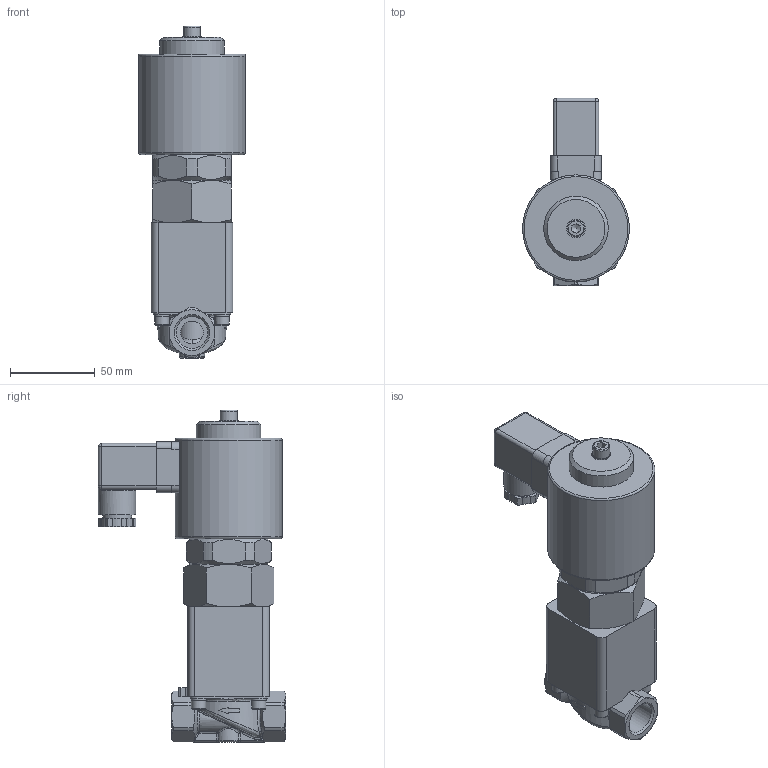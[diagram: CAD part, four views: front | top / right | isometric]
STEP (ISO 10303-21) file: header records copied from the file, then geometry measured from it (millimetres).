
FILE_DESCRIPTION(/* description */ ('3D-STP'),/* implementation_level */ '2;1');
FILE_NAME(/* name */ '049.003011_2-738-23-1004-S322.stp',/* time_stamp */ '2017-09-06T08:59:36+02:00',/* author */ ('jkuehnel'),/* organization */ (''),/* preprocessor_version */ 'ST-DEVELOPER v16.1',/* originating_system */ 'Autodesk Inventor 2016',/* authorisation */ '');
FILE_SCHEMA (('AUTOMOTIVE_DESIGN { 1 0 10303 214 3 1 1 }'));
Length unit declared in the file: millimetre
Products named in the file (1): 88-003663
Bounding box: 63 x 110.2 x 195.37 mm (x, y, z)
Volume: 327511.5 mm3; surface area: 108587.7 mm2
Topology: 1 solids, 19 shells, 829 faces, 2095 edges, 1316 vertices
Faces by surface type: plane 391, cylinder 267, bspline 63, cone 55, torus 38, sphere 15
Full cylindrical faces by diameter (mm): 2.4 x2, 2.459 x1, 3.242 x3, 3.5 x4, 4 x3, 4.134 x4, 4.5 x1, 5 x8, 5.5 x4, 6 x1, 6.2 x1, 6.3 x4, 6.5 x1, 6.532 x1, 7.7 x3, 8.5 x5, 9 x4, 10 x1, 11 x1, 13.5 x3, 15 x1, 16.5 x1, 17 x1, 18.631 x2, 20 x1, 22 x1, 22.3 x1, 22.5 x1, 25 x1, 27.8 x1
Entity records: 27387 total; most frequent: CARTESIAN_POINT 8009, DIRECTION 3800, ORIENTED_EDGE 3658, EDGE_CURVE 1825, AXIS2_PLACEMENT_3D 1485, VERTEX_POINT 1237, EDGE_LOOP 1088, LINE 830
